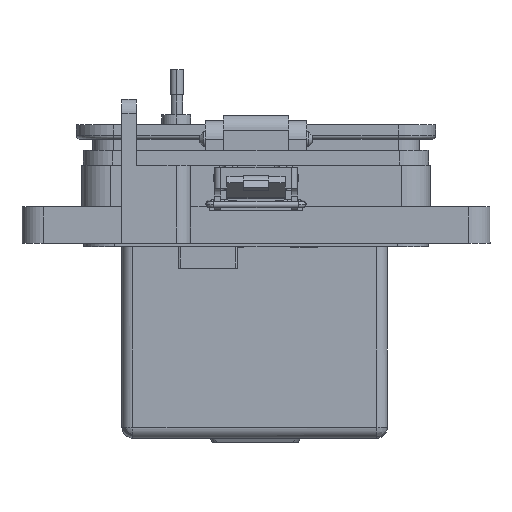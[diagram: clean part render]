
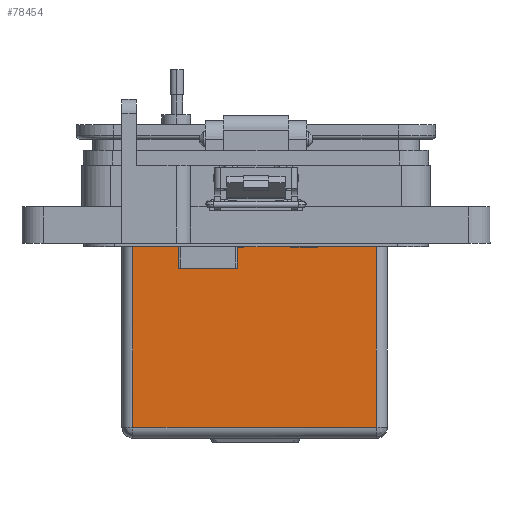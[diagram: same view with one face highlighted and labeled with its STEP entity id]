
A CAD part, front view. The second image highlights one B-rep face of the part: STEP entity #78454.
In plain terms, the highlighted planar face has unit normal (0, -1, 0).
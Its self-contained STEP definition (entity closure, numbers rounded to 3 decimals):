
#580 = ORIENTED_EDGE ( 'NONE', *, *, #18676, .F. ) ;
#1462 = ORIENTED_EDGE ( 'NONE', *, *, #54937, .F. ) ;
#2287 = DIRECTION ( 'NONE',  ( -1., 0., 0. ) ) ;
#2512 = DIRECTION ( 'NONE',  ( 0., 0., 1. ) ) ;
#3339 = LINE ( 'NONE', #77656, #45147 ) ;
#3566 = PLANE ( 'NONE',  #17397 ) ;
#6204 = CARTESIAN_POINT ( 'NONE',  ( -21.856, -45.612, -62.522 ) ) ;
#9145 = VERTEX_POINT ( 'NONE', #23799 ) ;
#9696 = CARTESIAN_POINT ( 'NONE',  ( -5.093, -45.612, -65.552 ) ) ;
#10484 = DIRECTION ( 'NONE',  ( 1., 0., 0. ) ) ;
#14939 = CARTESIAN_POINT ( 'NONE',  ( -2.825, -45.612, -12.212 ) ) ;
#15339 = LINE ( 'NONE', #14939, #69231 ) ;
#17397 = AXIS2_PLACEMENT_3D ( 'NONE', #9696, #47228, #10484 ) ;
#17661 = DIRECTION ( 'NONE',  ( -1., 0., 0. ) ) ;
#18676 = EDGE_CURVE ( 'NONE', #29453, #9145, #68295, .T. ) ;
#20074 = EDGE_CURVE ( 'NONE', #70865, #29453, #78190, .T. ) ;
#23799 = CARTESIAN_POINT ( 'NONE',  ( -72.146, -45.612, -62.522 ) ) ;
#26240 = VECTOR ( 'NONE', #26732, 1000. ) ;
#26732 = DIRECTION ( 'NONE',  ( 0., 0., -1. ) ) ;
#27181 = EDGE_LOOP ( 'NONE', ( #38121, #1462, #580, #37392 ) ) ;
#28218 = VERTEX_POINT ( 'NONE', #63605 ) ;
#29453 = VERTEX_POINT ( 'NONE', #79921 ) ;
#37392 = ORIENTED_EDGE ( 'NONE', *, *, #20074, .F. ) ;
#38121 = ORIENTED_EDGE ( 'NONE', *, *, #75344, .T. ) ;
#43014 = CARTESIAN_POINT ( 'NONE',  ( -5.093, -45.612, -12.212 ) ) ;
#45095 = CARTESIAN_POINT ( 'NONE',  ( -5.093, -45.612, -65.552 ) ) ;
#45147 = VECTOR ( 'NONE', #2512, 1000. ) ;
#47228 = DIRECTION ( 'NONE',  ( 0., -1., 0. ) ) ;
#54937 = EDGE_CURVE ( 'NONE', #9145, #28218, #3339, .T. ) ;
#57337 = VECTOR ( 'NONE', #17661, 1000. ) ;
#63605 = CARTESIAN_POINT ( 'NONE',  ( -72.146, -45.612, -12.212 ) ) ;
#65619 = FACE_OUTER_BOUND ( 'NONE', #27181, .T. ) ;
#68295 = LINE ( 'NONE', #6204, #57337 ) ;
#69231 = VECTOR ( 'NONE', #2287, 1000. ) ;
#70865 = VERTEX_POINT ( 'NONE', #43014 ) ;
#75344 = EDGE_CURVE ( 'NONE', #70865, #28218, #15339, .T. ) ;
#77656 = CARTESIAN_POINT ( 'NONE',  ( -72.146, -45.612, -65.552 ) ) ;
#78190 = LINE ( 'NONE', #45095, #26240 ) ;
#78454 = ADVANCED_FACE ( 'NONE', ( #65619 ), #3566, .T. ) ;
#79921 = CARTESIAN_POINT ( 'NONE',  ( -5.093, -45.612, -62.522 ) ) ;
